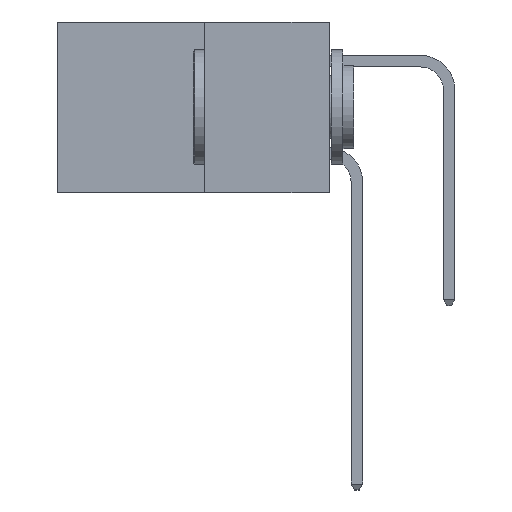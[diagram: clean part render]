
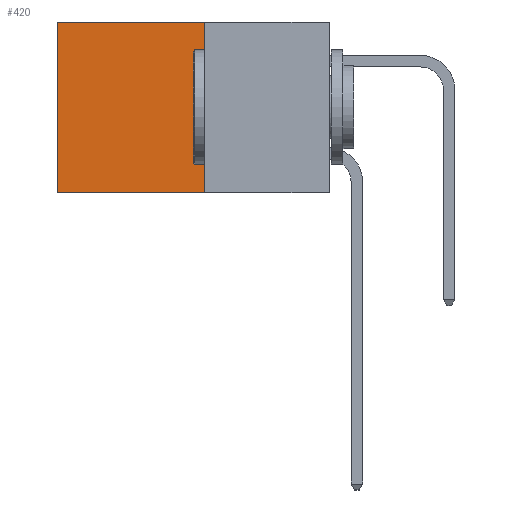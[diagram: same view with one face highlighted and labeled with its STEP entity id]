
A CAD part, left-side view. The second image highlights one B-rep face of the part: STEP entity #420.
In plain terms, the highlighted planar face has unit normal (-1, 0, 0).
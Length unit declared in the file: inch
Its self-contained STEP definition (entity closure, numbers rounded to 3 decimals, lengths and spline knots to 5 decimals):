
#420 = ADVANCED_FACE ( 'NONE', ( #10592 ), #2132, .F. ) ;
#1520 = DIRECTION ( 'NONE',  ( 1., 0., 0. ) ) ;
#2132 = PLANE ( 'NONE',  #6556 ) ;
#3293 = EDGE_CURVE ( 'NONE', #13319, #15758, #17998, .T. ) ;
#3875 = DIRECTION ( 'NONE',  ( 0., 1., 0. ) ) ;
#3997 = CARTESIAN_POINT ( 'NONE',  ( 0.277, 0.27, -0.37 ) ) ;
#4152 = ORIENTED_EDGE ( 'NONE', *, *, #3293, .F. ) ;
#4477 = CARTESIAN_POINT ( 'NONE',  ( 0.277, 0.27, 0. ) ) ;
#5017 = EDGE_CURVE ( 'NONE', #13319, #14542, #5766, .T. ) ;
#5766 = LINE ( 'NONE', #4477, #9326 ) ;
#5847 = CARTESIAN_POINT ( 'NONE',  ( 0.277, 0.27, 0. ) ) ;
#6089 = VECTOR ( 'NONE', #17572, 39.37008 ) ;
#6556 = AXIS2_PLACEMENT_3D ( 'NONE', #15133, #1520, #8420 ) ;
#6871 = VERTEX_POINT ( 'NONE', #10778 ) ;
#6962 = LINE ( 'NONE', #3997, #10959 ) ;
#7289 = ORIENTED_EDGE ( 'NONE', *, *, #16582, .T. ) ;
#8306 = EDGE_LOOP ( 'NONE', ( #7289, #15815, #4152, #12043 ) ) ;
#8420 = DIRECTION ( 'NONE',  ( 0., 0., -1. ) ) ;
#8505 = DIRECTION ( 'NONE',  ( 0., 1., 0. ) ) ;
#8584 = CARTESIAN_POINT ( 'NONE',  ( 0.277, 0.59, -0.37 ) ) ;
#9326 = VECTOR ( 'NONE', #3875, 39.37008 ) ;
#10015 = VECTOR ( 'NONE', #18139, 39.37008 ) ;
#10115 = LINE ( 'NONE', #8584, #6089 ) ;
#10592 = FACE_OUTER_BOUND ( 'NONE', #8306, .T. ) ;
#10778 = CARTESIAN_POINT ( 'NONE',  ( 0.277, 0.59, -0.37 ) ) ;
#10959 = VECTOR ( 'NONE', #8505, 39.37008 ) ;
#12043 = ORIENTED_EDGE ( 'NONE', *, *, #5017, .T. ) ;
#13319 = VERTEX_POINT ( 'NONE', #5847 ) ;
#14542 = VERTEX_POINT ( 'NONE', #17648 ) ;
#15133 = CARTESIAN_POINT ( 'NONE',  ( 0.277, 0.27, -0.37 ) ) ;
#15247 = EDGE_CURVE ( 'NONE', #15758, #6871, #6962, .T. ) ;
#15758 = VERTEX_POINT ( 'NONE', #17222 ) ;
#15815 = ORIENTED_EDGE ( 'NONE', *, *, #15247, .F. ) ;
#16582 = EDGE_CURVE ( 'NONE', #14542, #6871, #10115, .T. ) ;
#17222 = CARTESIAN_POINT ( 'NONE',  ( 0.277, 0.27, -0.37 ) ) ;
#17572 = DIRECTION ( 'NONE',  ( 0., 0., -1. ) ) ;
#17648 = CARTESIAN_POINT ( 'NONE',  ( 0.277, 0.59, 0. ) ) ;
#17998 = LINE ( 'NONE', #18858, #10015 ) ;
#18139 = DIRECTION ( 'NONE',  ( 0., 0., -1. ) ) ;
#18858 = CARTESIAN_POINT ( 'NONE',  ( 0.277, 0.27, -0.37 ) ) ;
